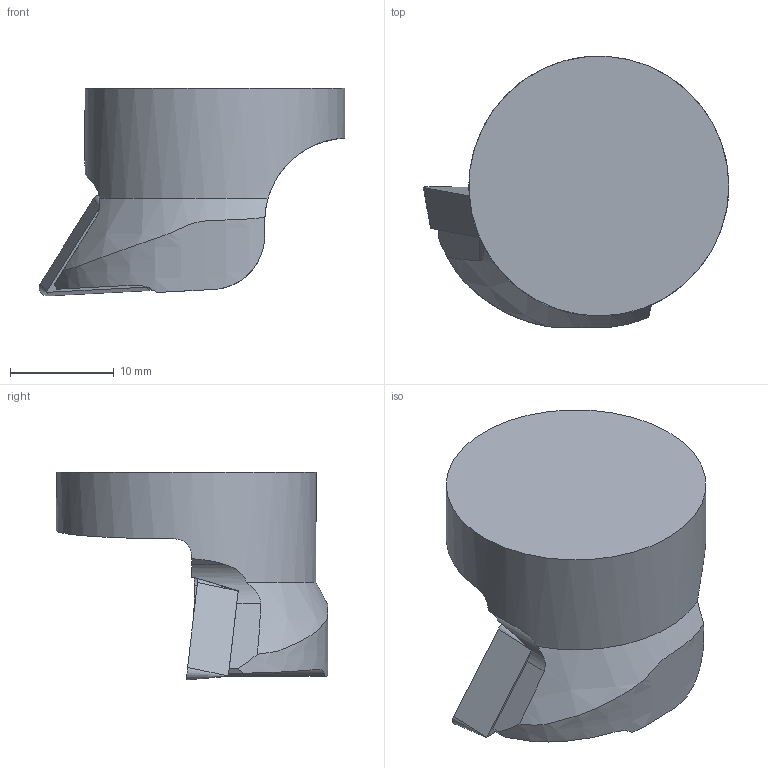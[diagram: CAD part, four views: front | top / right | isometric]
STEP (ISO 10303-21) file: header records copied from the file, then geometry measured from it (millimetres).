
FILE_DESCRIPTION(/* description */ (''),/* implementation_level */ '2;1');
FILE_NAME(/* name */ '1642426294613.stp',/* time_stamp */ '2022-01-17T19:02:03+06:00',/* author */ (''),/* organization */ ('SMS'),/* preprocessor_version */ 'ST-DEVELOPER v16.7',/* originating_system */ 'SIEMENS PLM Software NX 12.0',/* authorisation */ '');
FILE_SCHEMA (('AUTOMOTIVE_DESIGN { 1 0 10303 214 3 1 1 1 }'));
Length unit declared in the file: millimetre
Products named in the file (4): IsoTurningInsert; ASSEMBLY_CONSTRUCTION; 203925154mod000_00; 203925155mod000_00
Assembly tree (3 placements, depth 2):
  203925155mod000_00
    203925154mod000_00
    ASSEMBLY_CONSTRUCTION
    IsoTurningInsert
Bounding box: 29.4 x 26.1 x 20 mm (x, y, z)
Volume: 5432.6 mm3; surface area: 2630.2 mm2
Topology: 2 solids, 2 shells, 48 faces, 125 edges, 89 vertices
Faces by surface type: plane 23, cone 10, cylinder 9, torus 4, sphere 1, extrusion 1
Full cylindrical faces by diameter (mm): 4.4 x2, 5.25 x1, 25 x1
Entity records: 1774 total; most frequent: CARTESIAN_POINT 501, DIRECTION 245, ORIENTED_EDGE 214, EDGE_CURVE 107, AXIS2_PLACEMENT_3D 98, VERTEX_POINT 76, EDGE_LOOP 63, VECTOR 49
